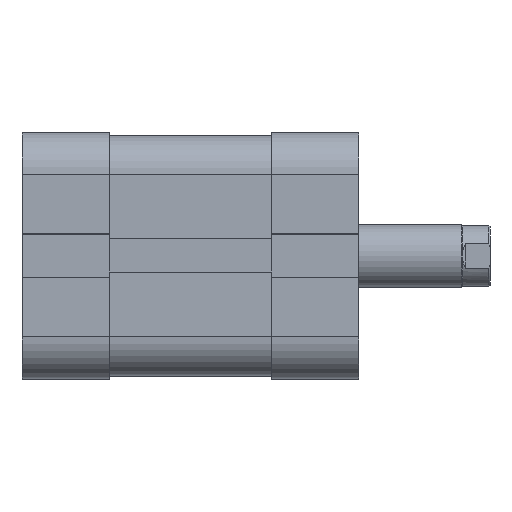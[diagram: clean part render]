
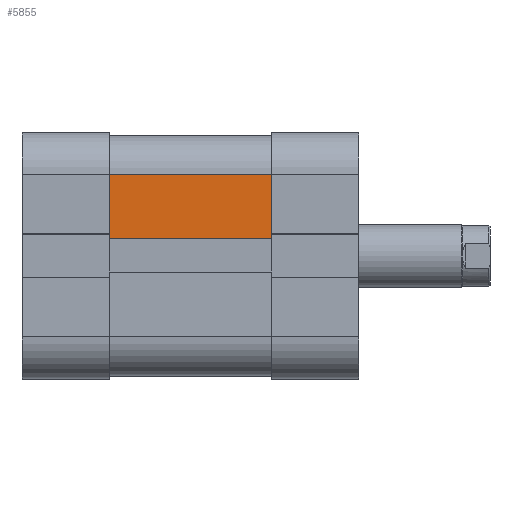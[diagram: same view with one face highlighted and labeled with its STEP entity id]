
A CAD part, top view. The second image highlights one B-rep face of the part: STEP entity #5855.
In plain terms, the highlighted face is planar.
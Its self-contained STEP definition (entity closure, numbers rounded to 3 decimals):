
#17 = EDGE_LOOP ( 'NONE', ( #6156, #6116, #6107, #6150 ) ) ;
#37 = VECTOR ( 'NONE', #5488, 1000. ) ;
#40 = LINE ( 'NONE', #5491, #46 ) ;
#46 = VECTOR ( 'NONE', #5506, 1000. ) ;
#48 = LINE ( 'NONE', #5546, #37 ) ;
#411 = VECTOR ( 'NONE', #3924, 1000. ) ;
#418 = LINE ( 'NONE', #3923, #423 ) ;
#421 = LINE ( 'NONE', #3917, #411 ) ;
#423 = VECTOR ( 'NONE', #3926, 1000. ) ;
#1332 = CARTESIAN_POINT ( 'NONE',  ( 6.25, 0., 0. ) ) ;
#1336 = CARTESIAN_POINT ( 'NONE',  ( 16.55, 0., 0. ) ) ;
#1356 = CARTESIAN_POINT ( 'NONE',  ( 6.25, 0., -26. ) ) ;
#1380 = CARTESIAN_POINT ( 'NONE',  ( 16.55, 0., -26. ) ) ;
#2188 = PLANE ( 'NONE',  #3007 ) ;
#2191 = CARTESIAN_POINT ( 'NONE',  ( 6.25, 0., -26. ) ) ;
#2197 = DIRECTION ( 'NONE',  ( 0., -1., 0. ) ) ;
#2198 = DIRECTION ( 'NONE',  ( 0., 0., -1. ) ) ;
#2755 = FACE_OUTER_BOUND ( 'NONE', #17, .T. ) ;
#3007 = AXIS2_PLACEMENT_3D ( 'NONE', #2191, #2197, #2198 ) ;
#3917 = CARTESIAN_POINT ( 'NONE',  ( 16.55, 0., -26. ) ) ;
#3923 = CARTESIAN_POINT ( 'NONE',  ( 6.25, 0., -26. ) ) ;
#3924 = DIRECTION ( 'NONE',  ( 0., 0., 1. ) ) ;
#3926 = DIRECTION ( 'NONE',  ( 1., 0., 0. ) ) ;
#4531 = EDGE_CURVE ( 'NONE', #5486, #5501, #40, .T. ) ;
#4538 = EDGE_CURVE ( 'NONE', #5538, #5486, #48, .T. ) ;
#4775 = EDGE_CURVE ( 'NONE', #5575, #5501, #421, .T. ) ;
#4776 = EDGE_CURVE ( 'NONE', #5538, #5575, #418, .T. ) ;
#5486 = VERTEX_POINT ( 'NONE', #1332 ) ;
#5488 = DIRECTION ( 'NONE',  ( 0., 0., 1. ) ) ;
#5491 = CARTESIAN_POINT ( 'NONE',  ( 6.25, 0., 0. ) ) ;
#5501 = VERTEX_POINT ( 'NONE', #1336 ) ;
#5506 = DIRECTION ( 'NONE',  ( 1., 0., 0. ) ) ;
#5538 = VERTEX_POINT ( 'NONE', #1356 ) ;
#5546 = CARTESIAN_POINT ( 'NONE',  ( 6.25, 0., -26. ) ) ;
#5575 = VERTEX_POINT ( 'NONE', #1380 ) ;
#5855 = ADVANCED_FACE ( 'NONE', ( #2755 ), #2188, .T. ) ;
#6107 = ORIENTED_EDGE ( 'NONE', *, *, #4538, .F. ) ;
#6116 = ORIENTED_EDGE ( 'NONE', *, *, #4531, .F. ) ;
#6150 = ORIENTED_EDGE ( 'NONE', *, *, #4776, .T. ) ;
#6156 = ORIENTED_EDGE ( 'NONE', *, *, #4775, .T. ) ;
